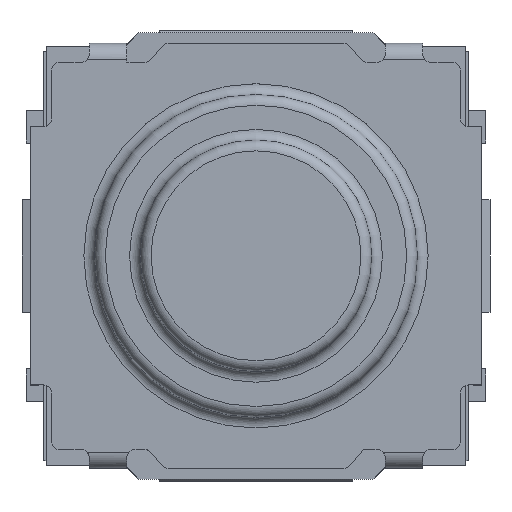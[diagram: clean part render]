
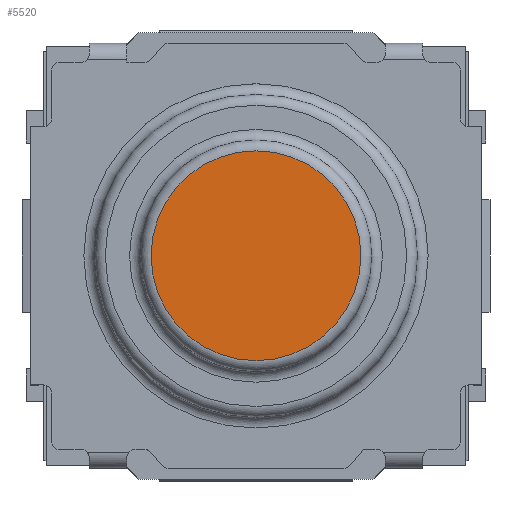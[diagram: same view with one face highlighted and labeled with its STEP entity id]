
A CAD part, top view. The second image highlights one B-rep face of the part: STEP entity #5520.
In plain terms, the highlighted planar face has unit normal (0, 0, 1).
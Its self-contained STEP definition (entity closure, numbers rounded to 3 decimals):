
#1427=PLANE('',#5899);
#1658=FACE_OUTER_BOUND('',#1951,.T.);
#1951=EDGE_LOOP('',(#4036,#4037));
#2271=CIRCLE('',#5889,1.95);
#2276=CIRCLE('',#5894,1.95);
#2568=VERTEX_POINT('',#9239);
#2569=VERTEX_POINT('',#9240);
#3139=EDGE_CURVE('',#2568,#2569,#2271,.T.);
#3144=EDGE_CURVE('',#2569,#2568,#2276,.T.);
#4036=ORIENTED_EDGE('',*,*,#3139,.F.);
#4037=ORIENTED_EDGE('',*,*,#3144,.F.);
#5520=ADVANCED_FACE('',(#1658),#1427,.T.);
#5889=AXIS2_PLACEMENT_3D('',#9241,#6594,#6595);
#5894=AXIS2_PLACEMENT_3D('',#9249,#6604,#6605);
#5899=AXIS2_PLACEMENT_3D('',#9258,#6615,#6616);
#6594=DIRECTION('center_axis',(0.,0.,-1.));
#6595=DIRECTION('ref_axis',(0.,1.,0.));
#6604=DIRECTION('center_axis',(0.,0.,-1.));
#6605=DIRECTION('ref_axis',(0.,1.,0.));
#6615=DIRECTION('center_axis',(0.,0.,1.));
#6616=DIRECTION('ref_axis',(1.,0.,0.));
#9239=CARTESIAN_POINT('',(0.,-1.95,3.9));
#9240=CARTESIAN_POINT('',(-1.95,0.,3.9));
#9241=CARTESIAN_POINT('Origin',(0.,0.,3.9));
#9249=CARTESIAN_POINT('Origin',(0.,0.,3.9));
#9258=CARTESIAN_POINT('Origin',(0.,0.,3.9));
